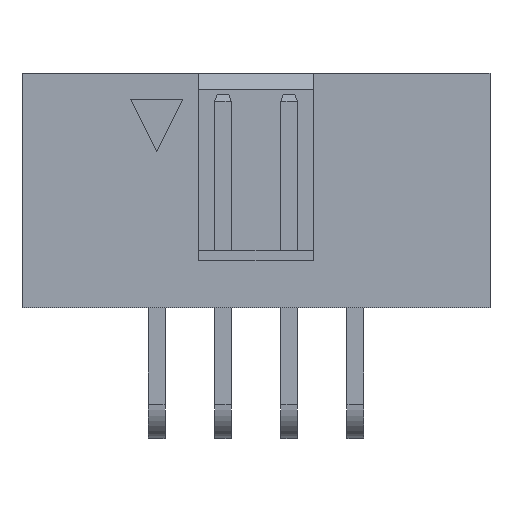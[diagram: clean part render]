
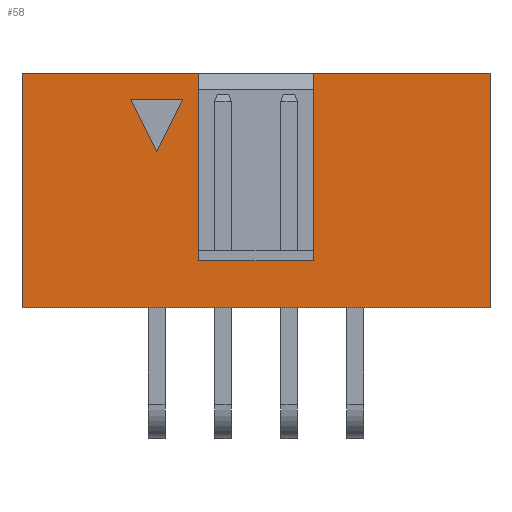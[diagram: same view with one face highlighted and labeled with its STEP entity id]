
A CAD part, top view. The second image highlights one B-rep face of the part: STEP entity #58.
In plain terms, the highlighted planar face has unit normal (0, 0, 1).
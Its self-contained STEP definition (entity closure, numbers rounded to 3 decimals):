
#58=ADVANCED_FACE('',(#1966,#1968),#1970,.T.);
#1966=FACE_BOUND('',#1967,.T.);
#1967=EDGE_LOOP('',(#3484,#3485,#3486,#3487,#3488,#3489,#3490,#3491));
#1968=FACE_BOUND('',#1969,.T.);
#1969=EDGE_LOOP('',(#3492,#3493,#3494));
#1970=PLANE('',#1971);
#1971=AXIS2_PLACEMENT_3D('',#1972,#1973,#1974);
#1972=CARTESIAN_POINT('',(-1.27,4.7,8.8));
#1973=DIRECTION('',(0.,0.,1.));
#1974=DIRECTION('',(1.,0.,0.));
#3484=ORIENTED_EDGE('',*,*,#4522,.T.);
#3485=ORIENTED_EDGE('',*,*,#4523,.T.);
#3486=ORIENTED_EDGE('',*,*,#4524,.T.);
#3487=ORIENTED_EDGE('',*,*,#4525,.F.);
#3488=ORIENTED_EDGE('',*,*,#4526,.T.);
#3489=ORIENTED_EDGE('',*,*,#4527,.T.);
#3490=ORIENTED_EDGE('',*,*,#4528,.T.);
#3491=ORIENTED_EDGE('',*,*,#4529,.T.);
#3492=ORIENTED_EDGE('',*,*,#4530,.F.);
#3493=ORIENTED_EDGE('',*,*,#4531,.F.);
#3494=ORIENTED_EDGE('',*,*,#4532,.F.);
#4522=EDGE_CURVE('',#5041,#5042,#5043,.F.);
#4523=EDGE_CURVE('',#5042,#5044,#5045,.F.);
#4524=EDGE_CURVE('',#5044,#5046,#5047,.T.);
#4525=EDGE_CURVE('',#5048,#5046,#5049,.T.);
#4526=EDGE_CURVE('',#5048,#5050,#5051,.T.);
#4527=EDGE_CURVE('',#5050,#5052,#5053,.T.);
#4528=EDGE_CURVE('',#5052,#5054,#5055,.T.);
#4529=EDGE_CURVE('',#5054,#5041,#5056,.T.);
#4530=EDGE_CURVE('',#5057,#5058,#5059,.T.);
#4531=EDGE_CURVE('',#5060,#5057,#5061,.T.);
#4532=EDGE_CURVE('',#5058,#5060,#5062,.T.);
#5041=VERTEX_POINT('',#5882);
#5042=VERTEX_POINT('',#5883);
#5043=LINE('',#5884,#5885);
#5044=VERTEX_POINT('',#5887);
#5045=LINE('',#5888,#5889);
#5046=VERTEX_POINT('',#5891);
#5047=LINE('',#5892,#5893);
#5048=VERTEX_POINT('',#5895);
#5049=LINE('',#5896,#5897);
#5050=VERTEX_POINT('',#5899);
#5051=LINE('',#5900,#5901);
#5052=VERTEX_POINT('',#5903);
#5053=LINE('',#5904,#5905);
#5054=VERTEX_POINT('',#5907);
#5055=LINE('',#5908,#5909);
#5056=LINE('',#5911,#5912);
#5057=VERTEX_POINT('',#5914);
#5058=VERTEX_POINT('',#5915);
#5059=LINE('',#5916,#5917);
#5060=VERTEX_POINT('',#5919);
#5061=LINE('',#5920,#5921);
#5062=LINE('',#5923,#5924);
#5882=CARTESIAN_POINT('',(6.01,6.5,8.8));
#5883=CARTESIAN_POINT('',(1.61,6.5,8.8));
#5884=CARTESIAN_POINT('',(1.61,6.5,8.8));
#5885=VECTOR('',#5886,1.);
#5886=DIRECTION('',(1.,0.,0.));
#5887=CARTESIAN_POINT('',(1.61,13.7,8.8));
#5888=CARTESIAN_POINT('',(1.61,13.7,8.8));
#5889=VECTOR('',#5890,1.);
#5890=DIRECTION('',(0.,-1.,0.));
#5891=CARTESIAN_POINT('',(-5.17,13.7,8.8));
#5892=CARTESIAN_POINT('',(1.61,13.7,8.8));
#5893=VECTOR('',#5894,1.);
#5894=DIRECTION('',(-1.,0.,0.));
#5895=CARTESIAN_POINT('',(-5.17,4.7,8.8));
#5896=CARTESIAN_POINT('',(-5.17,4.7,8.8));
#5897=VECTOR('',#5898,1.);
#5898=DIRECTION('',(0.,1.,0.));
#5899=CARTESIAN_POINT('',(12.79,4.7,8.8));
#5900=CARTESIAN_POINT('',(-5.17,4.7,8.8));
#5901=VECTOR('',#5902,1.);
#5902=DIRECTION('',(1.,0.,0.));
#5903=CARTESIAN_POINT('',(12.79,13.7,8.8));
#5904=CARTESIAN_POINT('',(12.79,4.7,8.8));
#5905=VECTOR('',#5906,1.);
#5906=DIRECTION('',(0.,1.,0.));
#5907=CARTESIAN_POINT('',(6.01,13.7,8.8));
#5908=CARTESIAN_POINT('',(12.79,13.7,8.8));
#5909=VECTOR('',#5910,1.);
#5910=DIRECTION('',(-1.,0.,0.));
#5911=CARTESIAN_POINT('',(6.01,13.7,8.8));
#5912=VECTOR('',#5913,1.);
#5913=DIRECTION('',(0.,-1.,0.));
#5914=CARTESIAN_POINT('',(1.,12.7,8.8));
#5915=CARTESIAN_POINT('',(-1.,12.7,8.8));
#5916=CARTESIAN_POINT('',(1.,12.7,8.8));
#5917=VECTOR('',#5918,1.);
#5918=DIRECTION('',(-1.,0.,0.));
#5919=CARTESIAN_POINT('',(0.,10.7,8.8));
#5920=CARTESIAN_POINT('',(0.,10.7,8.8));
#5921=VECTOR('',#5922,1.);
#5922=DIRECTION('',(0.447,0.894,0.));
#5923=CARTESIAN_POINT('',(-1.,12.7,8.8));
#5924=VECTOR('',#5925,1.);
#5925=DIRECTION('',(0.447,-0.894,0.));
